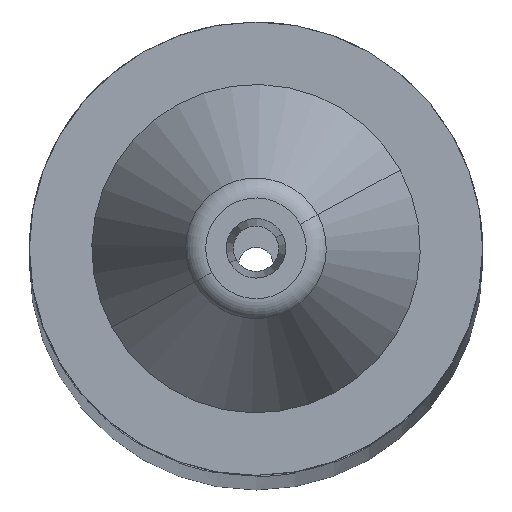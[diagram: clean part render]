
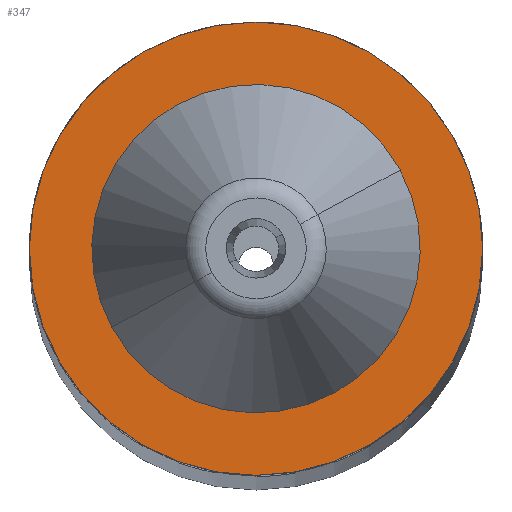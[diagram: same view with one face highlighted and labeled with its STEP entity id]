
A CAD part, top view. The second image highlights one B-rep face of the part: STEP entity #347.
In plain terms, the highlighted planar face has unit normal (0, 0, 1).
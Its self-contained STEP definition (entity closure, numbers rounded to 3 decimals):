
#194=CARTESIAN_POINT('Axis2P3D Location',(0.,0.,400.25)) ;
#240=CARTESIAN_POINT('Vertex',(10.,0.,400.25)) ;
#243=CARTESIAN_POINT('Axis2P3D Location',(0.,0.,400.25)) ;
#247=CARTESIAN_POINT('Vertex',(-10.,0.,400.25)) ;
#312=CARTESIAN_POINT('Axis2P3D Location',(0.,0.,400.25)) ;
#329=CARTESIAN_POINT('Axis2P3D Location',(0.,0.,400.25)) ;
#333=CARTESIAN_POINT('Vertex',(6.357,3.473,400.25)) ;
#335=CARTESIAN_POINT('Vertex',(-6.357,-3.473,400.25)) ;
#338=CARTESIAN_POINT('Axis2P3D Location',(0.,0.,400.25)) ;
#195=DIRECTION('Axis2P3D Direction',(0.,0.,1.)) ;
#196=DIRECTION('Axis2P3D XDirection',(1.,0.,0.)) ;
#244=DIRECTION('Axis2P3D Direction',(0.,0.,1.)) ;
#313=DIRECTION('Axis2P3D Direction',(0.,0.,1.)) ;
#330=DIRECTION('Axis2P3D Direction',(0.,0.,1.)) ;
#339=DIRECTION('Axis2P3D Direction',(0.,0.,1.)) ;
#197=AXIS2_PLACEMENT_3D('Plane Axis2P3D',#194,#195,#196) ;
#245=AXIS2_PLACEMENT_3D('Circle Axis2P3D',#243,#244,$) ;
#314=AXIS2_PLACEMENT_3D('Circle Axis2P3D',#312,#313,$) ;
#331=AXIS2_PLACEMENT_3D('Circle Axis2P3D',#329,#330,$) ;
#340=AXIS2_PLACEMENT_3D('Circle Axis2P3D',#338,#339,$) ;
#326=ORIENTED_EDGE('',*,*,#316,.T.) ;
#327=ORIENTED_EDGE('',*,*,#249,.T.) ;
#344=ORIENTED_EDGE('',*,*,#337,.F.) ;
#345=ORIENTED_EDGE('',*,*,#342,.F.) ;
#346=FACE_BOUND('',#343,.T.) ;
#347=ADVANCED_FACE('PartBody',(#328,#346),#198,.T.) ;
#246=CIRCLE('generated circle',#245,10.) ;
#315=CIRCLE('generated circle',#314,10.) ;
#332=CIRCLE('generated circle',#331,7.243) ;
#341=CIRCLE('generated circle',#340,7.243) ;
#249=EDGE_CURVE('',#248,#241,#246,.T.) ;
#316=EDGE_CURVE('',#241,#248,#315,.T.) ;
#337=EDGE_CURVE('',#334,#336,#332,.T.) ;
#342=EDGE_CURVE('',#336,#334,#341,.T.) ;
#325=EDGE_LOOP('',(#326,#327)) ;
#343=EDGE_LOOP('',(#344,#345)) ;
#328=FACE_OUTER_BOUND('',#325,.T.) ;
#198=PLANE('',#197) ;
#241=VERTEX_POINT('',#240) ;
#248=VERTEX_POINT('',#247) ;
#334=VERTEX_POINT('',#333) ;
#336=VERTEX_POINT('',#335) ;
